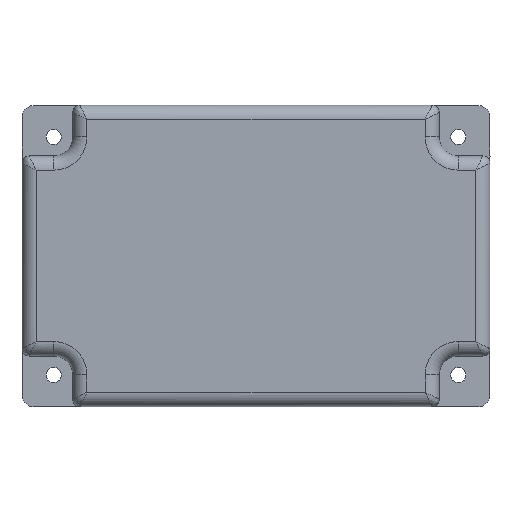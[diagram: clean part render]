
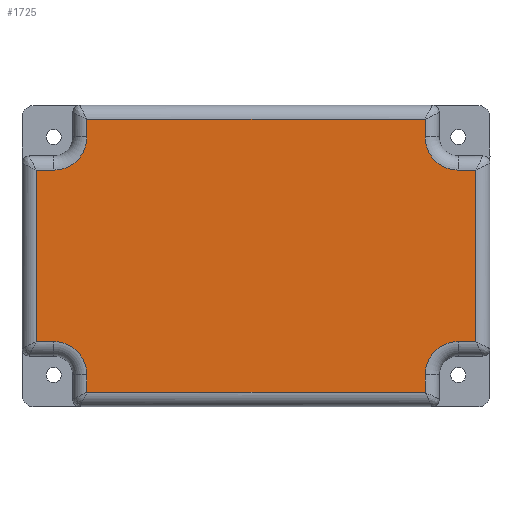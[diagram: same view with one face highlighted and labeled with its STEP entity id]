
A CAD part, top view. The second image highlights one B-rep face of the part: STEP entity #1725.
In plain terms, the highlighted planar face has unit normal (0, 0, 1).
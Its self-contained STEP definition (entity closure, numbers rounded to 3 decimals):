
#88=CIRCLE('',#1872,7.);
#90=CIRCLE('',#1875,7.);
#92=CIRCLE('',#1878,7.);
#94=CIRCLE('',#1881,7.);
#214=FACE_OUTER_BOUND('',#312,.T.);
#312=EDGE_LOOP('',(#1364,#1365,#1366,#1367,#1368,#1369,#1370,#1371,#1372,
#1373,#1374,#1375,#1376,#1377,#1378,#1379));
#396=LINE('',#2619,#566);
#399=LINE('',#2628,#569);
#407=LINE('',#2680,#577);
#411=LINE('',#2729,#581);
#429=LINE('',#2806,#599);
#431=LINE('',#2813,#601);
#435=LINE('',#2858,#605);
#443=LINE('',#2913,#613);
#445=LINE('',#2920,#615);
#451=LINE('',#2971,#621);
#452=LINE('',#2974,#622);
#457=LINE('',#3020,#627);
#566=VECTOR('',#2035,10.);
#569=VECTOR('',#2044,10.);
#577=VECTOR('',#2066,10.);
#581=VECTOR('',#2086,10.);
#599=VECTOR('',#2126,10.);
#601=VECTOR('',#2134,10.);
#605=VECTOR('',#2150,10.);
#613=VECTOR('',#2174,10.);
#615=VECTOR('',#2182,10.);
#621=VECTOR('',#2202,10.);
#622=VECTOR('',#2207,10.);
#627=VECTOR('',#2224,10.);
#743=VERTEX_POINT('',#2614);
#744=VERTEX_POINT('',#2618);
#747=VERTEX_POINT('',#2626);
#754=VERTEX_POINT('',#2679);
#759=VERTEX_POINT('',#2721);
#761=VERTEX_POINT('',#2727);
#774=VERTEX_POINT('',#2789);
#779=VERTEX_POINT('',#2805);
#781=VERTEX_POINT('',#2811);
#786=VERTEX_POINT('',#2856);
#790=VERTEX_POINT('',#2896);
#795=VERTEX_POINT('',#2912);
#797=VERTEX_POINT('',#2918);
#800=VERTEX_POINT('',#2954);
#805=VERTEX_POINT('',#2970);
#810=VERTEX_POINT('',#3018);
#911=EDGE_CURVE('',#743,#744,#396,.T.);
#916=EDGE_CURVE('',#747,#743,#399,.T.);
#927=EDGE_CURVE('',#744,#754,#407,.T.);
#937=EDGE_CURVE('',#761,#759,#411,.T.);
#960=EDGE_CURVE('',#774,#779,#429,.T.);
#964=EDGE_CURVE('',#781,#774,#431,.T.);
#972=EDGE_CURVE('',#786,#781,#435,.T.);
#984=EDGE_CURVE('',#790,#795,#443,.T.);
#988=EDGE_CURVE('',#797,#790,#445,.T.);
#998=EDGE_CURVE('',#800,#805,#451,.T.);
#1000=EDGE_CURVE('',#759,#800,#452,.T.);
#1009=EDGE_CURVE('',#810,#797,#457,.T.);
#1012=EDGE_CURVE('',#795,#786,#88,.T.);
#1014=EDGE_CURVE('',#805,#810,#90,.T.);
#1016=EDGE_CURVE('',#779,#747,#92,.T.);
#1018=EDGE_CURVE('',#754,#761,#94,.T.);
#1364=ORIENTED_EDGE('',*,*,#972,.F.);
#1365=ORIENTED_EDGE('',*,*,#1012,.F.);
#1366=ORIENTED_EDGE('',*,*,#984,.F.);
#1367=ORIENTED_EDGE('',*,*,#988,.F.);
#1368=ORIENTED_EDGE('',*,*,#1009,.F.);
#1369=ORIENTED_EDGE('',*,*,#1014,.F.);
#1370=ORIENTED_EDGE('',*,*,#998,.F.);
#1371=ORIENTED_EDGE('',*,*,#1000,.F.);
#1372=ORIENTED_EDGE('',*,*,#937,.F.);
#1373=ORIENTED_EDGE('',*,*,#1018,.F.);
#1374=ORIENTED_EDGE('',*,*,#927,.F.);
#1375=ORIENTED_EDGE('',*,*,#911,.F.);
#1376=ORIENTED_EDGE('',*,*,#916,.F.);
#1377=ORIENTED_EDGE('',*,*,#1016,.F.);
#1378=ORIENTED_EDGE('',*,*,#960,.F.);
#1379=ORIENTED_EDGE('',*,*,#964,.F.);
#1641=PLANE('',#1889);
#1725=ADVANCED_FACE('',(#214),#1641,.T.);
#1872=AXIS2_PLACEMENT_3D('',#3026,#2231,#2232);
#1875=AXIS2_PLACEMENT_3D('',#3029,#2237,#2238);
#1878=AXIS2_PLACEMENT_3D('',#3032,#2243,#2244);
#1881=AXIS2_PLACEMENT_3D('',#3035,#2249,#2250);
#1889=AXIS2_PLACEMENT_3D('',#3071,#2280,#2281);
#2035=DIRECTION('',(0.,1.,0.));
#2044=DIRECTION('',(-1.,0.,0.));
#2066=DIRECTION('',(1.,0.,0.));
#2086=DIRECTION('',(0.,1.,0.));
#2126=DIRECTION('',(0.,1.,0.));
#2134=DIRECTION('',(-1.,0.,0.));
#2150=DIRECTION('',(0.,-1.,0.));
#2174=DIRECTION('',(-1.,0.,0.));
#2182=DIRECTION('',(0.,-1.,0.));
#2202=DIRECTION('',(0.,-1.,0.));
#2207=DIRECTION('',(1.,0.,0.));
#2224=DIRECTION('',(1.,0.,0.));
#2231=DIRECTION('center_axis',(0.,0.,1.));
#2232=DIRECTION('ref_axis',(-0.707,0.707,0.));
#2237=DIRECTION('center_axis',(0.,0.,1.));
#2238=DIRECTION('ref_axis',(-0.707,-0.707,0.));
#2243=DIRECTION('center_axis',(0.,0.,1.));
#2244=DIRECTION('ref_axis',(0.707,0.707,0.));
#2249=DIRECTION('center_axis',(0.,0.,1.));
#2250=DIRECTION('ref_axis',(0.707,-0.707,0.));
#2280=DIRECTION('center_axis',(0.,0.,1.));
#2281=DIRECTION('ref_axis',(1.,0.,0.));
#2614=CARTESIAN_POINT('',(1.35,12.,36.));
#2618=CARTESIAN_POINT('',(1.35,48.,36.));
#2619=CARTESIAN_POINT('',(1.35,16.27,36.));
#2626=CARTESIAN_POINT('',(5.,12.,36.));
#2628=CARTESIAN_POINT('',(22.925,12.,36.));
#2679=CARTESIAN_POINT('',(5.,48.,36.));
#2680=CARTESIAN_POINT('',(26.25,48.,36.));
#2721=CARTESIAN_POINT('',(12.,58.65,36.));
#2727=CARTESIAN_POINT('',(12.,55.,36.));
#2729=CARTESIAN_POINT('',(12.,45.825,36.));
#2789=CARTESIAN_POINT('',(12.,1.35,36.));
#2805=CARTESIAN_POINT('',(12.,5.,36.));
#2806=CARTESIAN_POINT('',(12.,17.5,36.));
#2811=CARTESIAN_POINT('',(83.,1.35,36.));
#2813=CARTESIAN_POINT('',(69.98,1.35,36.));
#2856=CARTESIAN_POINT('',(83.,5.,36.));
#2858=CARTESIAN_POINT('',(83.,14.175,36.));
#2896=CARTESIAN_POINT('',(93.65,12.,36.));
#2912=CARTESIAN_POINT('',(90.,12.,36.));
#2913=CARTESIAN_POINT('',(68.75,12.,36.));
#2918=CARTESIAN_POINT('',(93.65,48.,36.));
#2920=CARTESIAN_POINT('',(93.65,16.27,36.));
#2954=CARTESIAN_POINT('',(83.,58.65,36.));
#2970=CARTESIAN_POINT('',(83.,55.,36.));
#2971=CARTESIAN_POINT('',(83.,42.5,36.));
#2974=CARTESIAN_POINT('',(69.98,58.65,36.));
#3018=CARTESIAN_POINT('',(90.,48.,36.));
#3020=CARTESIAN_POINT('',(72.075,48.,36.));
#3026=CARTESIAN_POINT('Origin',(90.,5.,36.));
#3029=CARTESIAN_POINT('Origin',(90.,55.,36.));
#3032=CARTESIAN_POINT('Origin',(5.,5.,36.));
#3035=CARTESIAN_POINT('Origin',(5.,55.,36.));
#3071=CARTESIAN_POINT('Origin',(47.5,30.,36.));
